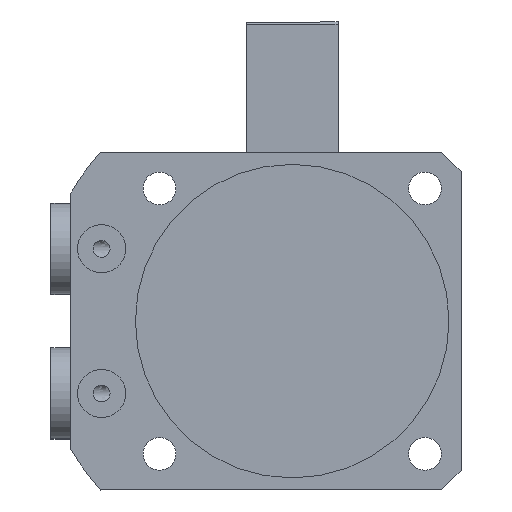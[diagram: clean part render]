
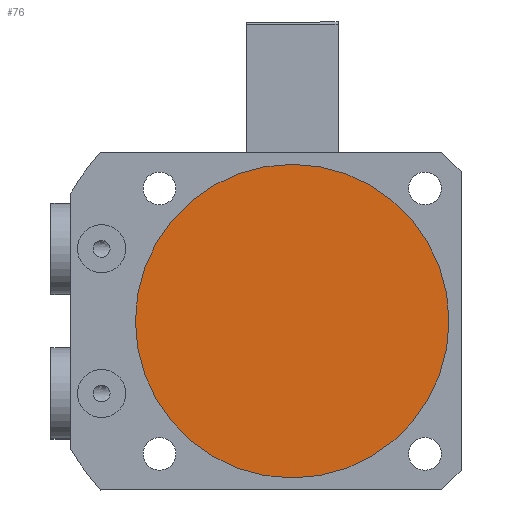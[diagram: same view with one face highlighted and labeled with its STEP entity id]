
A CAD part, front view. The second image highlights one B-rep face of the part: STEP entity #76.
In plain terms, the highlighted planar face has unit normal (0, -1, 0).
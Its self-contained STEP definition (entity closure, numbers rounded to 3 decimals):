
#76 = ADVANCED_FACE ( 'NONE', ( #6559 ), #4530, .T. ) ;
#451 = CIRCLE ( 'NONE', #2798, 32.5 ) ;
#501 = VERTEX_POINT ( 'NONE', #1528 ) ;
#730 = DIRECTION ( 'NONE',  ( 0., 0., -1. ) ) ;
#764 = DIRECTION ( 'NONE',  ( 0., -1., 0. ) ) ;
#795 = CARTESIAN_POINT ( 'NONE',  ( 0., 0., 0. ) ) ;
#1528 = CARTESIAN_POINT ( 'NONE',  ( 0., 0., -32.5 ) ) ;
#1741 = VERTEX_POINT ( 'NONE', #9126 ) ;
#2798 = AXIS2_PLACEMENT_3D ( 'NONE', #4737, #4728, #4717 ) ;
#3155 = ORIENTED_EDGE ( 'NONE', *, *, #5393, .T. ) ;
#3206 = EDGE_LOOP ( 'NONE', ( #3224, #3155 ) ) ;
#3224 = ORIENTED_EDGE ( 'NONE', *, *, #8658, .T. ) ;
#4167 = AXIS2_PLACEMENT_3D ( 'NONE', #9073, #6381, #6661 ) ;
#4530 = PLANE ( 'NONE',  #4167 ) ;
#4717 = DIRECTION ( 'NONE',  ( 0., 0., -1. ) ) ;
#4728 = DIRECTION ( 'NONE',  ( 0., -1., 0. ) ) ;
#4737 = CARTESIAN_POINT ( 'NONE',  ( 0., 0., 0. ) ) ;
#5127 = AXIS2_PLACEMENT_3D ( 'NONE', #795, #764, #730 ) ;
#5393 = EDGE_CURVE ( 'NONE', #1741, #501, #451, .T. ) ;
#5599 = CIRCLE ( 'NONE', #5127, 32.5 ) ;
#6381 = DIRECTION ( 'NONE',  ( 0., -1., 0. ) ) ;
#6559 = FACE_OUTER_BOUND ( 'NONE', #3206, .T. ) ;
#6661 = DIRECTION ( 'NONE',  ( 0., 0., -1. ) ) ;
#8658 = EDGE_CURVE ( 'NONE', #501, #1741, #5599, .T. ) ;
#9073 = CARTESIAN_POINT ( 'NONE',  ( 27., 0., 0. ) ) ;
#9126 = CARTESIAN_POINT ( 'NONE',  ( 0., 0., 32.5 ) ) ;
